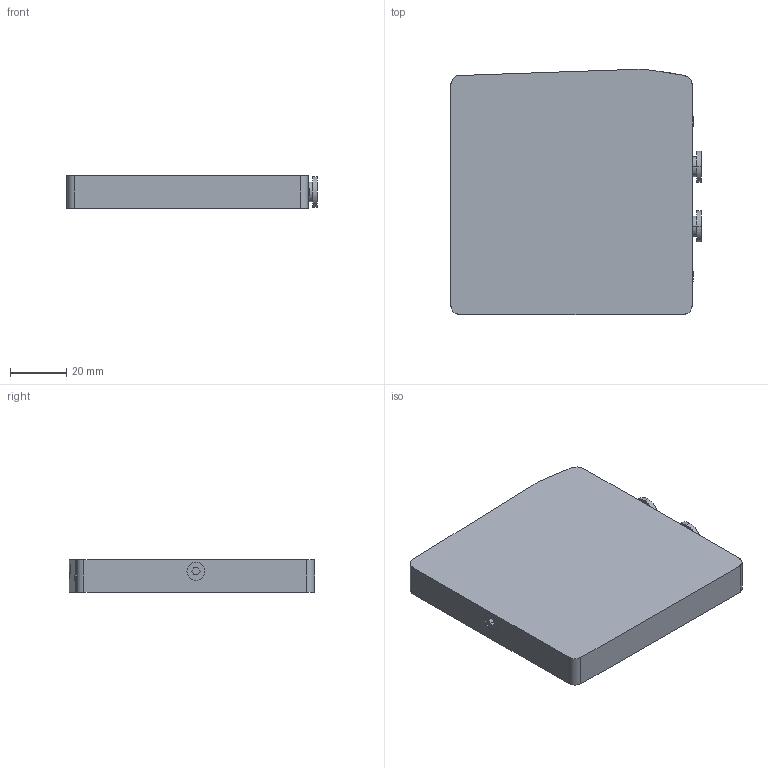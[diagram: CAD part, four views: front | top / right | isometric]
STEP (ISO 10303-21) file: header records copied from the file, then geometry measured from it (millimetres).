
FILE_DESCRIPTION (( 'STEP AP214' ), '1' );
FILE_NAME ('CMV-A3L-2A.STEP', '2018-05-14T14:26:41', ( '' ), ( '' ), 'SwSTEP 2.0', 'SolidWorks 2017', '' );
FILE_SCHEMA (( 'AUTOMOTIVE_DESIGN' ));
Length unit declared in the file: millimetre
Products named in the file (1): CMV-A3L-2A
Bounding box: 89.2 x 87.21 x 11.5 mm (x, y, z)
Volume: 85212.8 mm3; surface area: 19251.9 mm2
Topology: 1 solids, 1 shells, 138 faces, 346 edges, 228 vertices
Faces by surface type: plane 80, cylinder 50, torus 8
Entity records: 4199 total; most frequent: CARTESIAN_POINT 755, DIRECTION 730, ORIENTED_EDGE 692, EDGE_CURVE 346, AXIS2_PLACEMENT_3D 251, VERTEX_POINT 228, VECTOR 228, LINE 228
